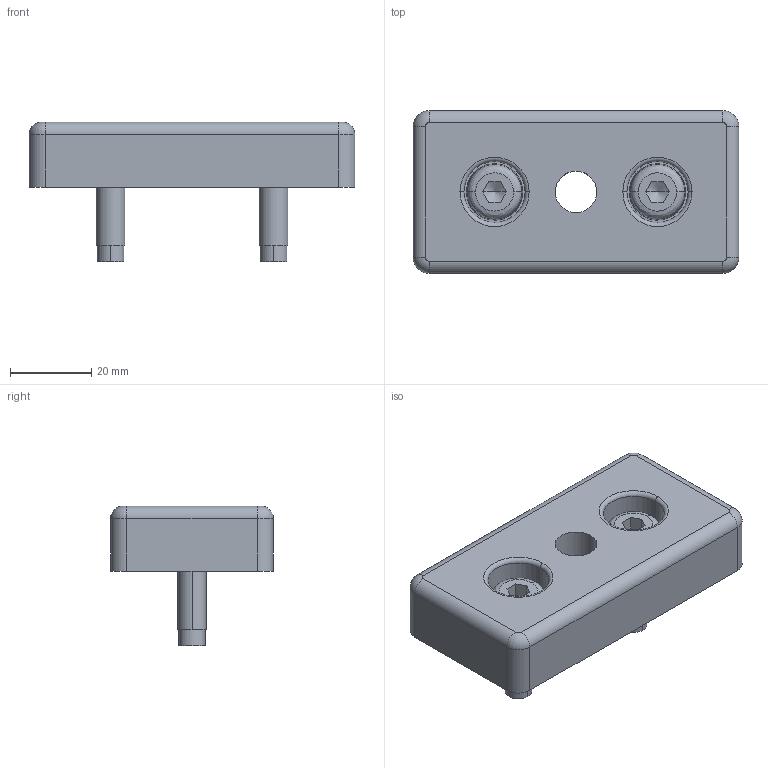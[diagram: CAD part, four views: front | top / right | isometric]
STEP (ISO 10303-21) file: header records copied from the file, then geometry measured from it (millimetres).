
FILE_DESCRIPTION (( 'STEP AP203' ), '1' );
FILE_NAME ('151232.step', '2022-08-25T18:12:59', ( '' ), ( '' ), 'SwSTEP 2.0', 'SolidWorks 2021', '' );
FILE_SCHEMA (( 'CONFIG_CONTROL_DESIGN' ));
Length unit declared in the file: inch
Products named in the file (1): 151232
Bounding box: 80 x 40 x 34.3 mm (x, y, z)
Volume: 31530.1 mm3; surface area: 18636.1 mm2
Topology: 3 solids, 3 shells, 440 faces, 1118 edges, 668 vertices
Faces by surface type: plane 256, cylinder 113, sphere 39, torus 20, cone 8, bspline 4
Entity records: 13152 total; most frequent: CARTESIAN_POINT 2766, DIRECTION 2235, ORIENTED_EDGE 2164, EDGE_CURVE 1082, AXIS2_PLACEMENT_3D 841, VERTEX_POINT 664, LINE 553, VECTOR 553
